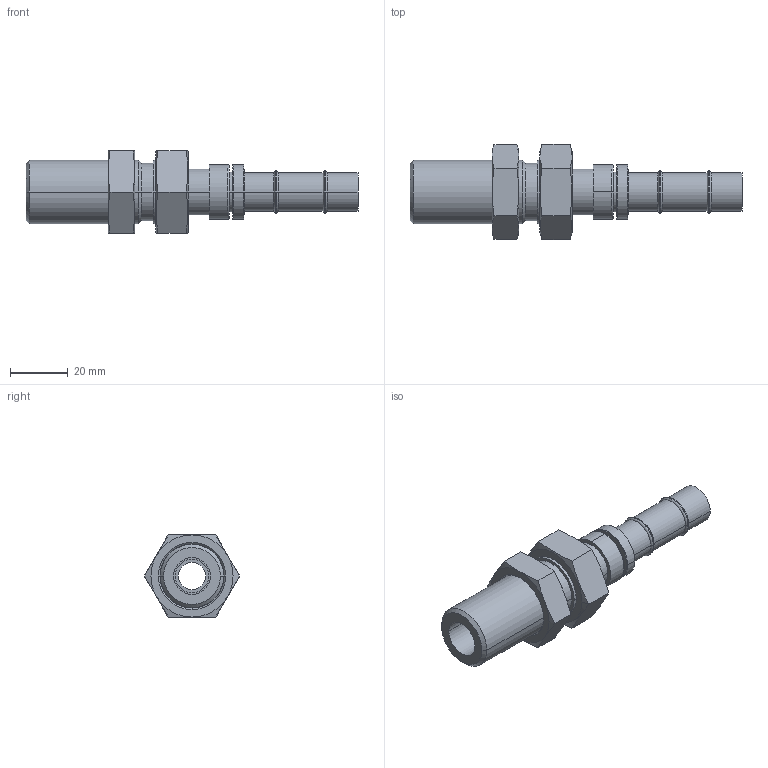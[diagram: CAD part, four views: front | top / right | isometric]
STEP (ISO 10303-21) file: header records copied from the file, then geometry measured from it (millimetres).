
FILE_DESCRIPTION((''),'2;1');
FILE_NAME('FJ3513-1010_ASM','2008-09-16T',('E5251275'),('Eaton Hydraulics Inc.'),'PRO/ENGINEER BY PARAMETRIC TECHNOLOGY CORPORATION, 2005170','PRO/ENGINEER BY PARAMETRIC TECHNOLOGY CORPORATION, 2005170','');
FILE_SCHEMA(('CONFIG_CONTROL_DESIGN'));
Length unit declared in the file: millimetre
Products named in the file (8): FW1172-1010; FW1409-1010; 400101-10_560; 210212-10S; FJ2513-1010_ASM; 1F40106-10_AF0; 1F40106-10_AF1; FJ3513-1010_ASM
Assembly tree (7 placements, depth 3):
  FJ3513-1010_ASM
    FJ2513-1010_ASM
      FW1172-1010
      FW1409-1010
      400101-10_560
      210212-10S
    1F40106-10_AF0
    1F40106-10_AF1
Bounding box: 114.99 x 33 x 28.57 mm (x, y, z)
Volume: 26000.1 mm3; surface area: 16245 mm2
Topology: 6 solids, 6 shells, 126 faces, 260 edges, 160 vertices
Faces by surface type: cylinder 40, plane 38, cone 32, torus 16
Entity records: 3798 total; most frequent: CARTESIAN_POINT 829, DIRECTION 666, ORIENTED_EDGE 520, AXIS2_PLACEMENT_3D 297, EDGE_CURVE 260, VERTEX_POINT 160, EDGE_LOOP 152, CIRCLE 152
